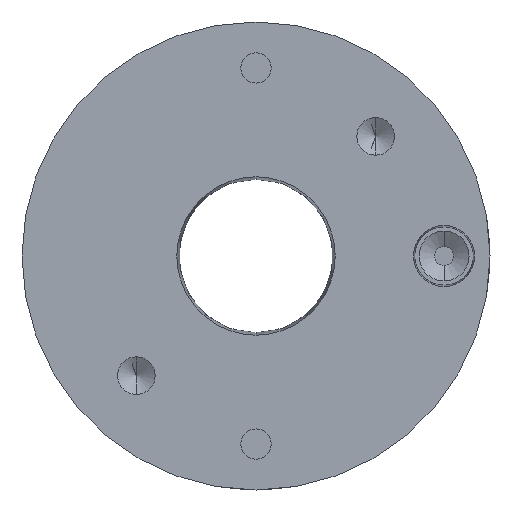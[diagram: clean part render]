
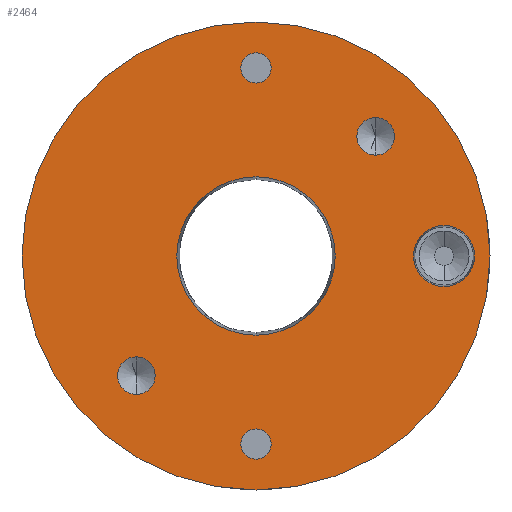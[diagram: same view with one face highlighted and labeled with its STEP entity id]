
A CAD part, front view. The second image highlights one B-rep face of the part: STEP entity #2464.
In plain terms, the highlighted planar face has unit normal (0, -1, 0).
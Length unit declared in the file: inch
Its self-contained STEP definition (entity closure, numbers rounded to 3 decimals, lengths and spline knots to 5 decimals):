
#22 = CARTESIAN_POINT ( 'NONE',  ( 0., -1.1875, 0. ) ) ;
#42 = VERTEX_POINT ( 'NONE', #2399 ) ;
#64 = DIRECTION ( 'NONE',  ( 0., 0., -1. ) ) ;
#120 = EDGE_CURVE ( 'NONE', #5581, #1213, #4815, .T. ) ;
#136 = CARTESIAN_POINT ( 'NONE',  ( 0., -1.1875, -1.25 ) ) ;
#154 = EDGE_CURVE ( 'NONE', #1623, #221, #2018, .T. ) ;
#174 = EDGE_CURVE ( 'NONE', #42, #5102, #1450, .T. ) ;
#186 = DIRECTION ( 'NONE',  ( 0., 0., 1. ) ) ;
#210 = EDGE_LOOP ( 'NONE', ( #3179, #3510 ) ) ;
#212 = DIRECTION ( 'NONE',  ( 0., 0., -1. ) ) ;
#221 = VERTEX_POINT ( 'NONE', #4431 ) ;
#353 = EDGE_LOOP ( 'NONE', ( #3308, #3967 ) ) ;
#382 = CIRCLE ( 'NONE', #3843, 0.2025 ) ;
#425 = VERTEX_POINT ( 'NONE', #3174 ) ;
#450 = DIRECTION ( 'NONE',  ( 0., -1., 0. ) ) ;
#504 = CARTESIAN_POINT ( 'NONE',  ( 0., -1.1875, 0. ) ) ;
#522 = DIRECTION ( 'NONE',  ( 0., -1., 0. ) ) ;
#523 = AXIS2_PLACEMENT_3D ( 'NONE', #4583, #3348, #3759 ) ;
#552 = CARTESIAN_POINT ( 'NONE',  ( 0.7955, -1.1875, 0.7955 ) ) ;
#612 = VERTEX_POINT ( 'NONE', #1886 ) ;
#666 = CARTESIAN_POINT ( 'NONE',  ( 0., -1.1875, -1.3505 ) ) ;
#674 = CIRCLE ( 'NONE', #2817, 0.1005 ) ;
#692 = DIRECTION ( 'NONE',  ( 0., 0., -1. ) ) ;
#717 = VERTEX_POINT ( 'NONE', #4008 ) ;
#806 = AXIS2_PLACEMENT_3D ( 'NONE', #5120, #1120, #692 ) ;
#807 = DIRECTION ( 'NONE',  ( 0., -1., 0. ) ) ;
#895 = VERTEX_POINT ( 'NONE', #3624 ) ;
#924 = DIRECTION ( 'NONE',  ( 0., -1., 0. ) ) ;
#948 = CIRCLE ( 'NONE', #1700, 1.5555 ) ;
#1099 = FACE_BOUND ( 'NONE', #4058, .T. ) ;
#1120 = DIRECTION ( 'NONE',  ( 0., -1., 0. ) ) ;
#1128 = FACE_BOUND ( 'NONE', #4393, .T. ) ;
#1169 = DIRECTION ( 'NONE',  ( 0., 0., -1. ) ) ;
#1213 = VERTEX_POINT ( 'NONE', #3541 ) ;
#1292 = EDGE_CURVE ( 'NONE', #5513, #1651, #5475, .T. ) ;
#1356 = AXIS2_PLACEMENT_3D ( 'NONE', #4196, #4225, #212 ) ;
#1405 = CARTESIAN_POINT ( 'NONE',  ( 0., -1.1875, -1.25 ) ) ;
#1435 = CARTESIAN_POINT ( 'NONE',  ( 0., -1.1875, 1.5555 ) ) ;
#1450 = CIRCLE ( 'NONE', #806, 0.2025 ) ;
#1460 = EDGE_LOOP ( 'NONE', ( #3350, #3841 ) ) ;
#1577 = FACE_BOUND ( 'NONE', #210, .T. ) ;
#1623 = VERTEX_POINT ( 'NONE', #4277 ) ;
#1651 = VERTEX_POINT ( 'NONE', #5697 ) ;
#1700 = AXIS2_PLACEMENT_3D ( 'NONE', #4303, #2061, #5142 ) ;
#1719 = EDGE_CURVE ( 'NONE', #612, #3723, #4675, .T. ) ;
#1886 = CARTESIAN_POINT ( 'NONE',  ( 0., -1.1875, -1.5555 ) ) ;
#1910 = EDGE_CURVE ( 'NONE', #3723, #612, #948, .T. ) ;
#1932 = DIRECTION ( 'NONE',  ( 0., 0., -1. ) ) ;
#1939 = DIRECTION ( 'NONE',  ( 0., -1., 0. ) ) ;
#1961 = FACE_BOUND ( 'NONE', #353, .T. ) ;
#1963 = ORIENTED_EDGE ( 'NONE', *, *, #1910, .F. ) ;
#1968 = ORIENTED_EDGE ( 'NONE', *, *, #5757, .F. ) ;
#1986 = AXIS2_PLACEMENT_3D ( 'NONE', #552, #5451, #5395 ) ;
#1989 = PLANE ( 'NONE',  #4959 ) ;
#2018 = CIRCLE ( 'NONE', #1356, 0.125 ) ;
#2061 = DIRECTION ( 'NONE',  ( 0., 1., 0. ) ) ;
#2087 = CARTESIAN_POINT ( 'NONE',  ( 0., -1.1875, 1.25 ) ) ;
#2142 = ORIENTED_EDGE ( 'NONE', *, *, #4647, .F. ) ;
#2156 = AXIS2_PLACEMENT_3D ( 'NONE', #2775, #924, #5402 ) ;
#2183 = EDGE_LOOP ( 'NONE', ( #4621, #2142 ) ) ;
#2189 = CARTESIAN_POINT ( 'NONE',  ( -0.7955, -1.1875, -0.6705 ) ) ;
#2364 = EDGE_CURVE ( 'NONE', #221, #1623, #2721, .T. ) ;
#2382 = DIRECTION ( 'NONE',  ( 0., 1., 0. ) ) ;
#2399 = CARTESIAN_POINT ( 'NONE',  ( 1.25, -1.1875, -0.2025 ) ) ;
#2409 = CARTESIAN_POINT ( 'NONE',  ( 1.5555, -1.1875, 0. ) ) ;
#2464 = ADVANCED_FACE ( 'NONE', ( #1961, #5589, #1577, #1128, #1099, #5528, #5506 ), #1989, .F. ) ;
#2679 = CARTESIAN_POINT ( 'NONE',  ( 0., -1.1875, 1.1495 ) ) ;
#2695 = CARTESIAN_POINT ( 'NONE',  ( -0.7955, -1.1875, -0.7955 ) ) ;
#2700 = CIRCLE ( 'NONE', #3068, 0.5264 ) ;
#2721 = CIRCLE ( 'NONE', #1986, 0.125 ) ;
#2775 = CARTESIAN_POINT ( 'NONE',  ( -0.7955, -1.1875, -0.7955 ) ) ;
#2817 = AXIS2_PLACEMENT_3D ( 'NONE', #136, #1939, #64 ) ;
#3068 = AXIS2_PLACEMENT_3D ( 'NONE', #22, #4006, #4462 ) ;
#3174 = CARTESIAN_POINT ( 'NONE',  ( 0., -1.1875, -0.5264 ) ) ;
#3179 = ORIENTED_EDGE ( 'NONE', *, *, #174, .F. ) ;
#3203 = ORIENTED_EDGE ( 'NONE', *, *, #5186, .F. ) ;
#3308 = ORIENTED_EDGE ( 'NONE', *, *, #154, .F. ) ;
#3342 = AXIS2_PLACEMENT_3D ( 'NONE', #2695, #450, #4572 ) ;
#3348 = DIRECTION ( 'NONE',  ( 0., -1., 0. ) ) ;
#3350 = ORIENTED_EDGE ( 'NONE', *, *, #5071, .F. ) ;
#3375 = ORIENTED_EDGE ( 'NONE', *, *, #120, .F. ) ;
#3407 = DIRECTION ( 'NONE',  ( 0., -1., 0. ) ) ;
#3510 = ORIENTED_EDGE ( 'NONE', *, *, #5389, .F. ) ;
#3541 = CARTESIAN_POINT ( 'NONE',  ( 0., -1.1875, 1.3505 ) ) ;
#3624 = CARTESIAN_POINT ( 'NONE',  ( 0., -1.1875, -1.1495 ) ) ;
#3723 = VERTEX_POINT ( 'NONE', #1435 ) ;
#3759 = DIRECTION ( 'NONE',  ( 0., 0., -1. ) ) ;
#3813 = VERTEX_POINT ( 'NONE', #666 ) ;
#3841 = ORIENTED_EDGE ( 'NONE', *, *, #1292, .F. ) ;
#3843 = AXIS2_PLACEMENT_3D ( 'NONE', #4559, #4962, #1932 ) ;
#3967 = ORIENTED_EDGE ( 'NONE', *, *, #2364, .F. ) ;
#3997 = EDGE_LOOP ( 'NONE', ( #1963, #5084 ) ) ;
#4006 = DIRECTION ( 'NONE',  ( 0., -1., 0. ) ) ;
#4008 = CARTESIAN_POINT ( 'NONE',  ( 0., -1.1875, 0.5264 ) ) ;
#4058 = EDGE_LOOP ( 'NONE', ( #5409, #1968 ) ) ;
#4196 = CARTESIAN_POINT ( 'NONE',  ( 0.7955, -1.1875, 0.7955 ) ) ;
#4225 = DIRECTION ( 'NONE',  ( 0., -1., 0. ) ) ;
#4277 = CARTESIAN_POINT ( 'NONE',  ( 0.7955, -1.1875, 0.6705 ) ) ;
#4303 = CARTESIAN_POINT ( 'NONE',  ( 0., -1.1875, 0. ) ) ;
#4393 = EDGE_LOOP ( 'NONE', ( #3375, #3203 ) ) ;
#4413 = EDGE_CURVE ( 'NONE', #425, #717, #4540, .T. ) ;
#4431 = CARTESIAN_POINT ( 'NONE',  ( 0.7955, -1.1875, 0.9205 ) ) ;
#4446 = DIRECTION ( 'NONE',  ( 0., 0., 1. ) ) ;
#4462 = DIRECTION ( 'NONE',  ( 0., 0., -1. ) ) ;
#4540 = CIRCLE ( 'NONE', #4819, 0.5264 ) ;
#4559 = CARTESIAN_POINT ( 'NONE',  ( 1.25, -1.1875, 0. ) ) ;
#4570 = CARTESIAN_POINT ( 'NONE',  ( 1.25, -1.1875, 0.2025 ) ) ;
#4572 = DIRECTION ( 'NONE',  ( 0., 0., -1. ) ) ;
#4583 = CARTESIAN_POINT ( 'NONE',  ( 0., -1.1875, 1.25 ) ) ;
#4621 = ORIENTED_EDGE ( 'NONE', *, *, #4413, .F. ) ;
#4647 = EDGE_CURVE ( 'NONE', #717, #425, #2700, .T. ) ;
#4675 = CIRCLE ( 'NONE', #5321, 1.5555 ) ;
#4690 = CIRCLE ( 'NONE', #5520, 0.1005 ) ;
#4695 = AXIS2_PLACEMENT_3D ( 'NONE', #1405, #522, #5394 ) ;
#4713 = CARTESIAN_POINT ( 'NONE',  ( 0., -1.1875, 0. ) ) ;
#4788 = CIRCLE ( 'NONE', #4695, 0.1005 ) ;
#4796 = DIRECTION ( 'NONE',  ( 0., 0., -1. ) ) ;
#4815 = CIRCLE ( 'NONE', #523, 0.1005 ) ;
#4819 = AXIS2_PLACEMENT_3D ( 'NONE', #4713, #3407, #1169 ) ;
#4853 = CIRCLE ( 'NONE', #2156, 0.125 ) ;
#4909 = DIRECTION ( 'NONE',  ( 0., 1., 0. ) ) ;
#4959 = AXIS2_PLACEMENT_3D ( 'NONE', #2409, #2382, #186 ) ;
#4962 = DIRECTION ( 'NONE',  ( 0., -1., 0. ) ) ;
#5071 = EDGE_CURVE ( 'NONE', #1651, #5513, #4853, .T. ) ;
#5084 = ORIENTED_EDGE ( 'NONE', *, *, #1719, .F. ) ;
#5102 = VERTEX_POINT ( 'NONE', #4570 ) ;
#5120 = CARTESIAN_POINT ( 'NONE',  ( 1.25, -1.1875, 0. ) ) ;
#5142 = DIRECTION ( 'NONE',  ( 0., 0., 1. ) ) ;
#5186 = EDGE_CURVE ( 'NONE', #1213, #5581, #4690, .T. ) ;
#5321 = AXIS2_PLACEMENT_3D ( 'NONE', #504, #4909, #4446 ) ;
#5361 = EDGE_CURVE ( 'NONE', #3813, #895, #4788, .T. ) ;
#5389 = EDGE_CURVE ( 'NONE', #5102, #42, #382, .T. ) ;
#5394 = DIRECTION ( 'NONE',  ( 0., 0., -1. ) ) ;
#5395 = DIRECTION ( 'NONE',  ( 0., 0., -1. ) ) ;
#5402 = DIRECTION ( 'NONE',  ( 0., 0., -1. ) ) ;
#5409 = ORIENTED_EDGE ( 'NONE', *, *, #5361, .F. ) ;
#5451 = DIRECTION ( 'NONE',  ( 0., -1., 0. ) ) ;
#5475 = CIRCLE ( 'NONE', #3342, 0.125 ) ;
#5506 = FACE_OUTER_BOUND ( 'NONE', #3997, .T. ) ;
#5513 = VERTEX_POINT ( 'NONE', #2189 ) ;
#5520 = AXIS2_PLACEMENT_3D ( 'NONE', #2087, #807, #4796 ) ;
#5528 = FACE_BOUND ( 'NONE', #2183, .T. ) ;
#5581 = VERTEX_POINT ( 'NONE', #2679 ) ;
#5589 = FACE_BOUND ( 'NONE', #1460, .T. ) ;
#5697 = CARTESIAN_POINT ( 'NONE',  ( -0.7955, -1.1875, -0.9205 ) ) ;
#5757 = EDGE_CURVE ( 'NONE', #895, #3813, #674, .T. ) ;
